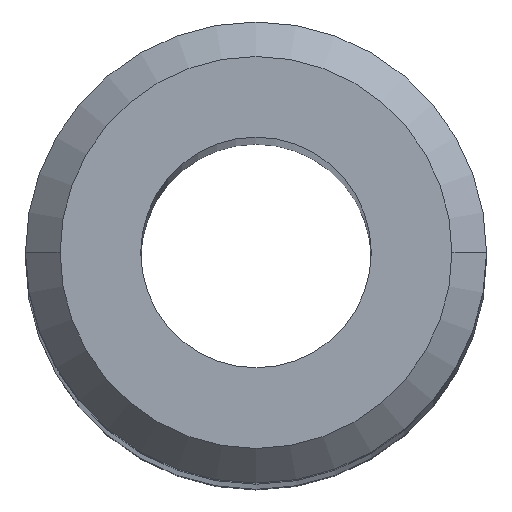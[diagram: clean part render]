
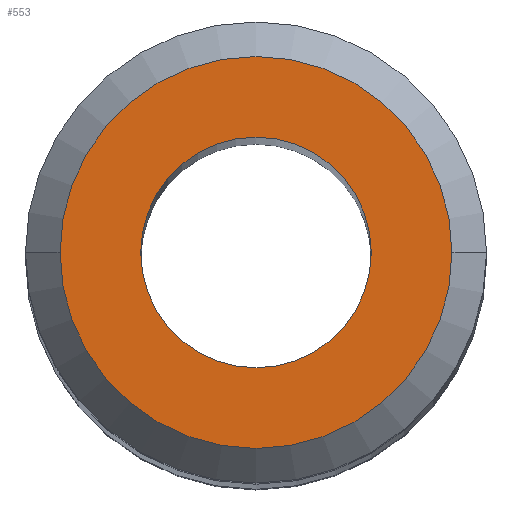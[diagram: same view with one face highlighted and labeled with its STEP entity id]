
A CAD part, top view. The second image highlights one B-rep face of the part: STEP entity #553.
In plain terms, the highlighted planar face has unit normal (0, 0, 1).
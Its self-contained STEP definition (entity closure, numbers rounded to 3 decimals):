
#5 = DIRECTION ( 'NONE',  ( 1., 0., 0. ) ) ;
#12 = CARTESIAN_POINT ( 'NONE',  ( 0., 0., 0. ) ) ;
#51 = DIRECTION ( 'NONE',  ( 0., 0., 1. ) ) ;
#77 = DIRECTION ( 'NONE',  ( 1., 0., 0. ) ) ;
#97 = EDGE_CURVE ( 'NONE', #311, #512, #588, .T. ) ;
#102 = ORIENTED_EDGE ( 'NONE', *, *, #97, .T. ) ;
#115 = DIRECTION ( 'NONE',  ( 1., 0., 0. ) ) ;
#143 = FACE_OUTER_BOUND ( 'NONE', #407, .T. ) ;
#208 = DIRECTION ( 'NONE',  ( 0., 0., 1. ) ) ;
#225 = AXIS2_PLACEMENT_3D ( 'NONE', #572, #241, #77 ) ;
#241 = DIRECTION ( 'NONE',  ( 0., 0., 1. ) ) ;
#245 = AXIS2_PLACEMENT_3D ( 'NONE', #317, #373, #651 ) ;
#249 = ORIENTED_EDGE ( 'NONE', *, *, #426, .T. ) ;
#251 = EDGE_CURVE ( 'NONE', #619, #372, #649, .T. ) ;
#311 = VERTEX_POINT ( 'NONE', #392 ) ;
#317 = CARTESIAN_POINT ( 'NONE',  ( 0., 1.7, 0. ) ) ;
#359 = CARTESIAN_POINT ( 'NONE',  ( -1.7, 0., 0. ) ) ;
#372 = VERTEX_POINT ( 'NONE', #406 ) ;
#373 = DIRECTION ( 'NONE',  ( 0., 0., -1. ) ) ;
#381 = ORIENTED_EDGE ( 'NONE', *, *, #538, .F. ) ;
#390 = FACE_BOUND ( 'NONE', #505, .T. ) ;
#392 = CARTESIAN_POINT ( 'NONE',  ( 1.7, 0., 0. ) ) ;
#406 = CARTESIAN_POINT ( 'NONE',  ( 1., 0., 0. ) ) ;
#407 = EDGE_LOOP ( 'NONE', ( #249, #102 ) ) ;
#426 = EDGE_CURVE ( 'NONE', #512, #311, #482, .T. ) ;
#433 = PLANE ( 'NONE',  #245 ) ;
#450 = ORIENTED_EDGE ( 'NONE', *, *, #251, .F. ) ;
#482 = CIRCLE ( 'NONE', #225, 1.7 ) ;
#484 = CARTESIAN_POINT ( 'NONE',  ( 0., 0., 0. ) ) ;
#503 = CIRCLE ( 'NONE', #590, 1. ) ;
#505 = EDGE_LOOP ( 'NONE', ( #381, #450 ) ) ;
#512 = VERTEX_POINT ( 'NONE', #359 ) ;
#538 = EDGE_CURVE ( 'NONE', #372, #619, #503, .T. ) ;
#541 = DIRECTION ( 'NONE',  ( 1., 0., 0. ) ) ;
#551 = CARTESIAN_POINT ( 'NONE',  ( 0., 0., 0. ) ) ;
#553 = ADVANCED_FACE ( 'PLANAR_0', ( #390, #143 ), #433, .F. ) ;
#572 = CARTESIAN_POINT ( 'NONE',  ( 0., 0., 0. ) ) ;
#586 = AXIS2_PLACEMENT_3D ( 'NONE', #551, #208, #5 ) ;
#588 = CIRCLE ( 'NONE', #586, 1.7 ) ;
#590 = AXIS2_PLACEMENT_3D ( 'NONE', #484, #51, #541 ) ;
#619 = VERTEX_POINT ( 'NONE', #705 ) ;
#620 = DIRECTION ( 'NONE',  ( 0., 0., 1. ) ) ;
#649 = CIRCLE ( 'NONE', #675, 1. ) ;
#651 = DIRECTION ( 'NONE',  ( -1., 0., 0. ) ) ;
#675 = AXIS2_PLACEMENT_3D ( 'NONE', #12, #620, #115 ) ;
#705 = CARTESIAN_POINT ( 'NONE',  ( -1., 0., 0. ) ) ;
